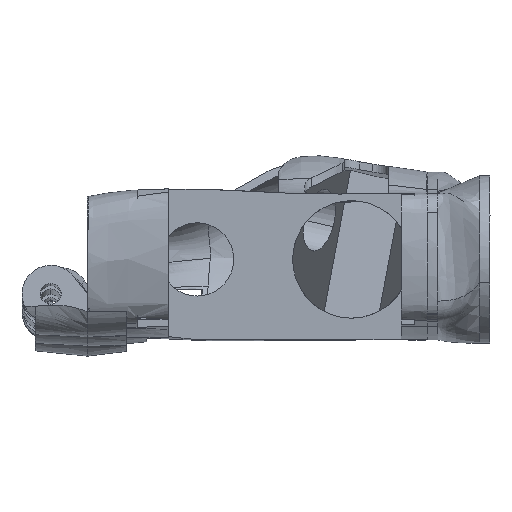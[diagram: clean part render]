
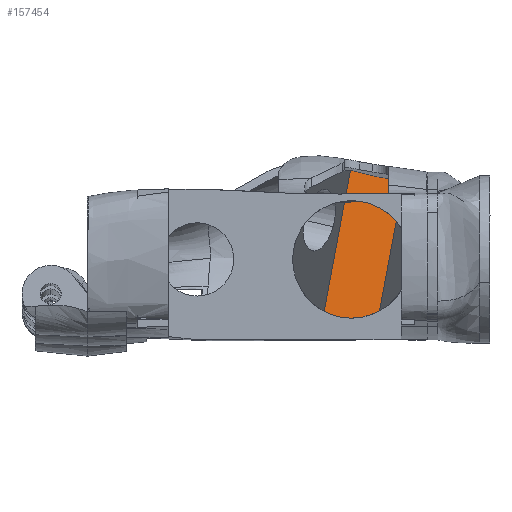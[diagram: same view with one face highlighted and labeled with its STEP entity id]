
A CAD part, left-side view. The second image highlights one B-rep face of the part: STEP entity #157454.
In plain terms, the highlighted planar face has unit normal (-0.876, -0.481, -0.029).
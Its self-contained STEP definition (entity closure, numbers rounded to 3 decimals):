
#685 = CARTESIAN_POINT ( 'NONE',  ( 33.283, -39.392, 15.018 ) ) ;
#9900 = CARTESIAN_POINT ( 'NONE',  ( 28.975, -29.816, -13.622 ) ) ;
#11501 = DIRECTION ( 'NONE',  ( -0.068, 0.183, -0.981 ) ) ;
#15381 = CARTESIAN_POINT ( 'NONE',  ( 25.518, -23.496, -14.114 ) ) ;
#24772 = VERTEX_POINT ( 'NONE', #102663 ) ;
#26175 = CARTESIAN_POINT ( 'NONE',  ( 29.836, -31.392, -13.455 ) ) ;
#26779 = VERTEX_POINT ( 'NONE', #57147 ) ;
#27007 = CARTESIAN_POINT ( 'NONE',  ( 33.254, -39.34, 15.026 ) ) ;
#27982 = CARTESIAN_POINT ( 'NONE',  ( 30.448, -32.516, -13.304 ) ) ;
#29694 = CARTESIAN_POINT ( 'NONE',  ( 33.34, -39.496, 15.001 ) ) ;
#32109 = VECTOR ( 'NONE', #153750, 1000. ) ;
#32158 = B_SPLINE_CURVE_WITH_KNOTS ( 'NONE', 3,
 ( #29694, #125901, #685, #27007 ),
 .UNSPECIFIED., .F., .F.,
 ( 4, 4 ),
 ( 0., 0.001 ),
 .UNSPECIFIED. ) ;
#32276 = EDGE_CURVE ( 'NONE', #26779, #42861, #32158, .T. ) ;
#33445 = B_SPLINE_CURVE_WITH_KNOTS ( 'NONE', 3,
 ( #107973, #154826, #113998, #149696, #99488, #167552, #79860, #178707, #94353, #153945 ),
 .UNSPECIFIED., .F., .F.,
 ( 4, 2, 2, 2, 4 ),
 ( 0., 0.003, 0.006, 0.009, 0.012 ),
 .UNSPECIFIED. ) ;
#37555 = DIRECTION ( 'NONE',  ( 0.482, -0.876, 0. ) ) ;
#38018 = CARTESIAN_POINT ( 'NONE',  ( 25.518, -23.496, -14.114 ) ) ;
#39613 = ORIENTED_EDGE ( 'NONE', *, *, #75233, .F. ) ;
#40690 = CARTESIAN_POINT ( 'NONE',  ( 28.729, -29.365, -13.663 ) ) ;
#41411 = LINE ( 'NONE', #179349, #122678 ) ;
#42861 = VERTEX_POINT ( 'NONE', #119021 ) ;
#42906 = ORIENTED_EDGE ( 'NONE', *, *, #100900, .F. ) ;
#54308 = CARTESIAN_POINT ( 'NONE',  ( 29.344, -30.492, -13.553 ) ) ;
#55210 = CARTESIAN_POINT ( 'NONE',  ( 26.508, -25.304, -13.996 ) ) ;
#57147 = CARTESIAN_POINT ( 'NONE',  ( 33.34, -39.496, 15.001 ) ) ;
#70551 = ORIENTED_EDGE ( 'NONE', *, *, #82919, .T. ) ;
#72070 = CARTESIAN_POINT ( 'NONE',  ( 25.2, -22.638, -18.713 ) ) ;
#75233 = EDGE_CURVE ( 'NONE', #98668, #24772, #98409, .T. ) ;
#79694 = VERTEX_POINT ( 'NONE', #83648 ) ;
#79860 = CARTESIAN_POINT ( 'NONE',  ( 29.521, -32.617, 16.165 ) ) ;
#82459 = CARTESIAN_POINT ( 'NONE',  ( 29.467, -30.717, -13.53 ) ) ;
#82919 = EDGE_CURVE ( 'NONE', #42861, #24772, #33445, .T. ) ;
#83648 = CARTESIAN_POINT ( 'NONE',  ( 31.412, -34.296, -12.873 ) ) ;
#87731 = ORIENTED_EDGE ( 'NONE', *, *, #164994, .F. ) ;
#93807 = FACE_OUTER_BOUND ( 'NONE', #154008, .T. ) ;
#94353 = CARTESIAN_POINT ( 'NONE',  ( 28.135, -30.136, 16.828 ) ) ;
#96057 = CARTESIAN_POINT ( 'NONE',  ( 27.496, -27.11, -13.863 ) ) ;
#98409 = LINE ( 'NONE', #72070, #32109 ) ;
#98668 = VERTEX_POINT ( 'NONE', #15381 ) ;
#99488 = CARTESIAN_POINT ( 'NONE',  ( 30.917, -35.127, 15.674 ) ) ;
#100628 = B_SPLINE_CURVE_WITH_KNOTS ( 'NONE', 3,
 ( #178626, #150503, #27982, #26175, #179534, #82459, #54308, #9900, #40690, #96057, #55210, #38018 ),
 .UNSPECIFIED., .F., .F.,
 ( 4, 2, 2, 2, 2, 4 ),
 ( 0.002, 0.005, 0.006, 0.006, 0.008, 0.014 ),
 .UNSPECIFIED. ) ;
#100900 = EDGE_CURVE ( 'NONE', #26779, #79694, #41411, .T. ) ;
#102663 = CARTESIAN_POINT ( 'NONE',  ( 27.675, -29.313, 17.066 ) ) ;
#106538 = DIRECTION ( 'NONE',  ( -0.876, -0.481, -0.029 ) ) ;
#107973 = CARTESIAN_POINT ( 'NONE',  ( 33.254, -39.34, 15.026 ) ) ;
#113998 = CARTESIAN_POINT ( 'NONE',  ( 32.319, -37.655, 15.287 ) ) ;
#114741 = ORIENTED_EDGE ( 'NONE', *, *, #32276, .T. ) ;
#119021 = CARTESIAN_POINT ( 'NONE',  ( 33.254, -39.34, 15.026 ) ) ;
#120150 = PLANE ( 'NONE',  #170768 ) ;
#122678 = VECTOR ( 'NONE', #11501, 1000. ) ;
#125901 = CARTESIAN_POINT ( 'NONE',  ( 33.312, -39.444, 15.009 ) ) ;
#149146 = CARTESIAN_POINT ( 'NONE',  ( 14.998, -4.326, -14.591 ) ) ;
#149696 = CARTESIAN_POINT ( 'NONE',  ( 31.384, -35.969, 15.543 ) ) ;
#150503 = CARTESIAN_POINT ( 'NONE',  ( 30.932, -33.407, -13.107 ) ) ;
#153750 = DIRECTION ( 'NONE',  ( 0.068, -0.183, 0.981 ) ) ;
#153945 = CARTESIAN_POINT ( 'NONE',  ( 27.675, -29.313, 17.066 ) ) ;
#154008 = EDGE_LOOP ( 'NONE', ( #42906, #114741, #70551, #39613, #87731 ) ) ;
#154826 = CARTESIAN_POINT ( 'NONE',  ( 32.787, -38.499, 15.163 ) ) ;
#157454 = ADVANCED_FACE ( 'NONE', ( #93807 ), #120150, .T. ) ;
#164994 = EDGE_CURVE ( 'NONE', #79694, #98668, #100628, .T. ) ;
#167552 = CARTESIAN_POINT ( 'NONE',  ( 29.985, -33.45, 15.984 ) ) ;
#170768 = AXIS2_PLACEMENT_3D ( 'NONE', #149146, #106538, #37555 ) ;
#178626 = CARTESIAN_POINT ( 'NONE',  ( 31.412, -34.296, -12.873 ) ) ;
#178707 = CARTESIAN_POINT ( 'NONE',  ( 28.596, -30.96, 16.587 ) ) ;
#179349 = CARTESIAN_POINT ( 'NONE',  ( 30.85, -32.781, -20.996 ) ) ;
#179534 = CARTESIAN_POINT ( 'NONE',  ( 29.713, -31.167, -13.48 ) ) ;
